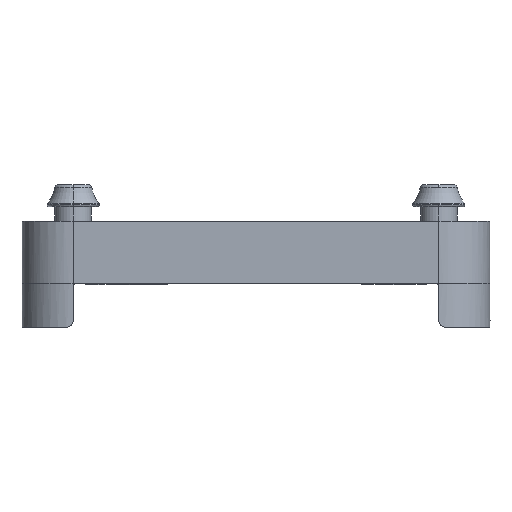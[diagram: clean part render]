
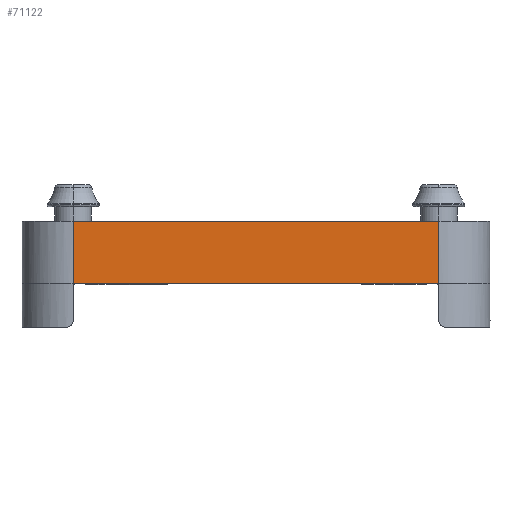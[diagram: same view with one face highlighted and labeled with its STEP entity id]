
A CAD part, left-side view. The second image highlights one B-rep face of the part: STEP entity #71122.
In plain terms, the highlighted planar face has unit normal (-1, 0, 0).
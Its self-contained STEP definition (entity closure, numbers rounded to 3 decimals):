
#1242=CARTESIAN_POINT('',(-32.0,24.963,-2.0));
#1243=VERTEX_POINT('',#1242);
#4591=CARTESIAN_POINT('',(-32.,-24.963,-2.0));
#4592=VERTEX_POINT('',#4591);
#4600=CARTESIAN_POINT('',(-32.0,24.963,-2.0));
#4601=DIRECTION('',(0.0,-1.0,0.0));
#4602=VECTOR('',#4601,49.925);
#4603=LINE('',#4600,#4602);
#4604=EDGE_CURVE('',#1243,#4592,#4603,.T.);
#69860=CARTESIAN_POINT('',(-32.,-25.0,-2.0));
#69861=VERTEX_POINT('',#69860);
#69871=CARTESIAN_POINT('',(-32.,-24.963,-2.0));
#69872=DIRECTION('',(0.0,-1.0,0.0));
#69873=VECTOR('',#69872,0.037);
#69874=LINE('',#69871,#69873);
#69875=EDGE_CURVE('',#4592,#69861,#69874,.T.);
#70138=CARTESIAN_POINT('',(-32.0,25.0,-2.0));
#70139=VERTEX_POINT('',#70138);
#70155=CARTESIAN_POINT('',(-32.0,25.0,-2.0));
#70156=DIRECTION('',(0.0,-1.0,0.0));
#70157=VECTOR('',#70156,0.037);
#70158=LINE('',#70155,#70157);
#70159=EDGE_CURVE('',#70139,#1243,#70158,.T.);
#71090=CARTESIAN_POINT('',(-32.,-25.0,-2.0));
#71091=DIRECTION('',(-1.0,0.0,0.0));
#71092=DIRECTION('',(0.0,0.0,1.0));
#71093=AXIS2_PLACEMENT_3D('',#71090,#71091,#71092);
#71094=PLANE('',#71093);
#71095=CARTESIAN_POINT('',(-32.,-25.0,6.5));
#71096=VERTEX_POINT('',#71095);
#71097=CARTESIAN_POINT('',(-32.,-25.0,-2.0));
#71098=DIRECTION('',(0.0,0.0,1.0));
#71099=VECTOR('',#71098,8.5);
#71100=LINE('',#71097,#71099);
#71101=EDGE_CURVE('',#69861,#71096,#71100,.T.);
#71102=ORIENTED_EDGE('',*,*,#71101,.T.);
#71103=CARTESIAN_POINT('',(-32.0,25.0,6.5));
#71104=VERTEX_POINT('',#71103);
#71105=CARTESIAN_POINT('',(-32.,-25.0,6.5));
#71106=DIRECTION('',(0.0,1.0,0.0));
#71107=VECTOR('',#71106,50.0);
#71108=LINE('',#71105,#71107);
#71109=EDGE_CURVE('',#71096,#71104,#71108,.T.);
#71110=ORIENTED_EDGE('',*,*,#71109,.T.);
#71111=CARTESIAN_POINT('',(-32.0,25.0,-2.0));
#71112=DIRECTION('',(0.0,0.0,1.0));
#71113=VECTOR('',#71112,8.5);
#71114=LINE('',#71111,#71113);
#71115=EDGE_CURVE('',#70139,#71104,#71114,.T.);
#71116=ORIENTED_EDGE('',*,*,#71115,.F.);
#71117=ORIENTED_EDGE('',*,*,#70159,.T.);
#71118=ORIENTED_EDGE('',*,*,#4604,.T.);
#71119=ORIENTED_EDGE('',*,*,#69875,.T.);
#71120=EDGE_LOOP('',(#71102,#71110,#71116,#71117,#71118,#71119));
#71121=FACE_OUTER_BOUND('',#71120,.T.);
#71122=ADVANCED_FACE('',(#71121),#71094,.T.);
